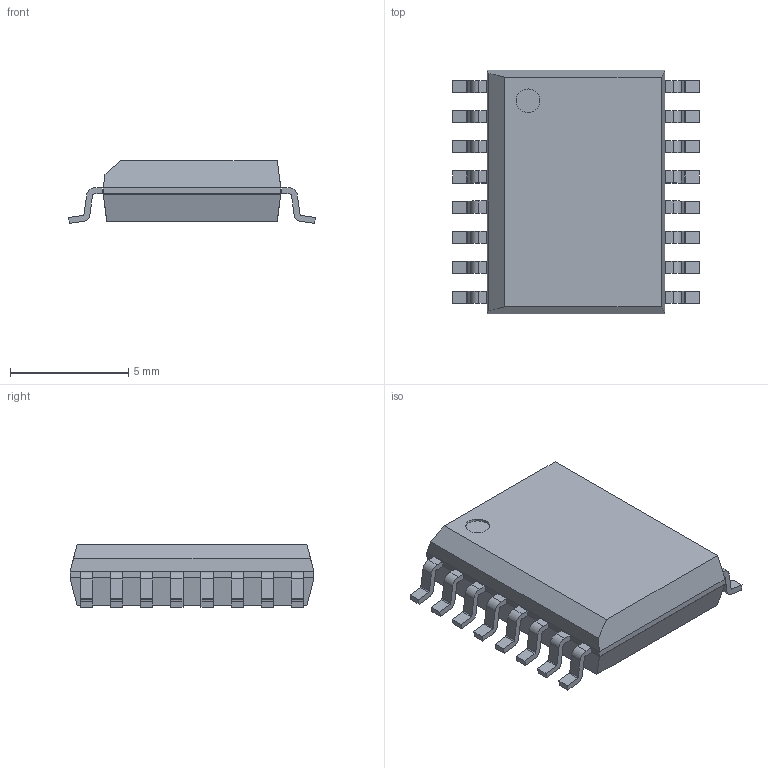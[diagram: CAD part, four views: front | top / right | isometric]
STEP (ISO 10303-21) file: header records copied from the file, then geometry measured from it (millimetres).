
FILE_DESCRIPTION((''),'2;1');
FILE_NAME('SOIC127P1031X264-16N.stp','2012-04-30T13:35:32',(''),(''),'Mechanical Desktop 2011','Mechanical Desktop 2011',', , ');
FILE_SCHEMA(('AUTOMOTIVE_DESIGN { 1 2 10303 214 1 1 1 1 }'));
Length unit declared in the file: millimetre
Products named in the file (1): Product
Bounding box: 10.43 x 10.3 x 2.65 mm (x, y, z)
Volume: 191.5 mm3; surface area: 287.6 mm2
Topology: 17 solids, 17 shells, 245 faces, 624 edges, 414 vertices
Faces by surface type: bspline 118, plane 93, cylinder 34
Entity records: 7814 total; most frequent: CARTESIAN_POINT 2086, ORIENTED_EDGE 1248, DIRECTION 1012, EDGE_CURVE 624, VECTOR 492, LINE 492, VERTEX_POINT 414, AXIS2_PLACEMENT_3D 260
